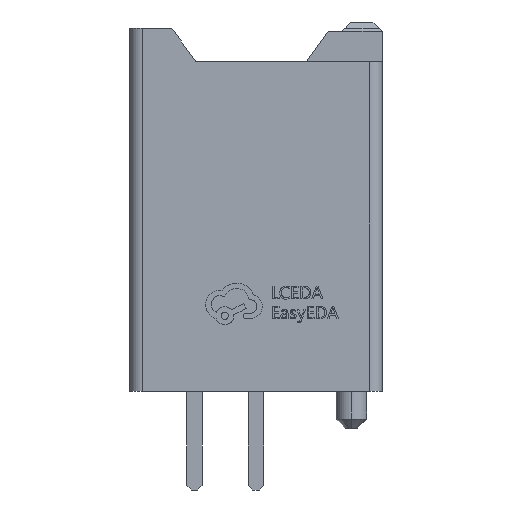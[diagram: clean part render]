
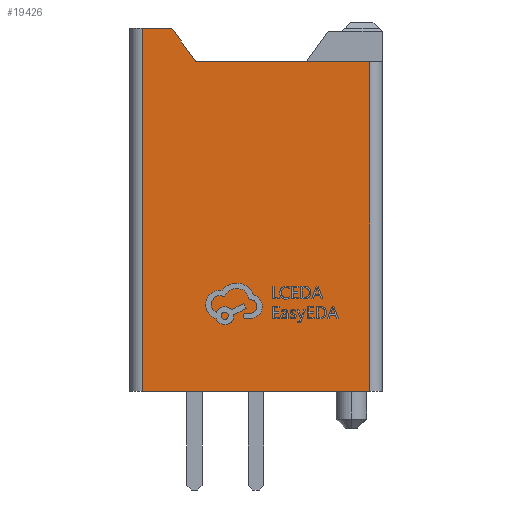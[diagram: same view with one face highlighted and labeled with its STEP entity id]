
A CAD part, left-side view. The second image highlights one B-rep face of the part: STEP entity #19426.
In plain terms, the highlighted planar face has unit normal (-1, 0, 0).
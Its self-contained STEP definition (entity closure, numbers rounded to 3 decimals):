
#37 = ORIENTED_EDGE ( 'NONE', *, *, #25787, .T. ) ;
#571 = LINE ( 'NONE', #11966, #28320 ) ;
#1129 = EDGE_CURVE ( 'NONE', #33855, #10409, #23423, .T. ) ;
#1187 = CARTESIAN_POINT ( 'NONE',  ( -14., -4.7, 10.716 ) ) ;
#3117 = CARTESIAN_POINT ( 'NONE',  ( -14., 1.678, 11.717 ) ) ;
#3156 = DIRECTION ( 'NONE',  ( 0., 0., -1. ) ) ;
#3437 = LINE ( 'NONE', #20132, #15527 ) ;
#3467 = VERTEX_POINT ( 'NONE', #19826 ) ;
#3524 = DIRECTION ( 'NONE',  ( 0., 1., 0. ) ) ;
#3949 = EDGE_CURVE ( 'NONE', #23892, #28562, #18839, .T. ) ;
#5404 = CIRCLE ( 'NONE', #32913, 0.2 ) ;
#5495 = DIRECTION ( 'NONE',  ( -1., 0., 0. ) ) ;
#6413 = ORIENTED_EDGE ( 'NONE', *, *, #25683, .T. ) ;
#6871 = ORIENTED_EDGE ( 'NONE', *, *, #10856, .T. ) ;
#7935 = ORIENTED_EDGE ( 'NONE', *, *, #3949, .T. ) ;
#8146 = ORIENTED_EDGE ( 'NONE', *, *, #1129, .F. ) ;
#8202 = EDGE_CURVE ( 'NONE', #15849, #10348, #5404, .T. ) ;
#8834 = AXIS2_PLACEMENT_3D ( 'NONE', #24236, #10900, #3156 ) ;
#9116 = DIRECTION ( 'NONE',  ( 0., 0.587, 0.81 ) ) ;
#10348 = VERTEX_POINT ( 'NONE', #20798 ) ;
#10409 = VERTEX_POINT ( 'NONE', #32153 ) ;
#10521 = CARTESIAN_POINT ( 'NONE',  ( -14., 1.738, 11.8 ) ) ;
#10856 = EDGE_CURVE ( 'NONE', #3467, #15849, #14231, .T. ) ;
#10900 = DIRECTION ( 'NONE',  ( 1., 0., 0. ) ) ;
#11090 = FACE_OUTER_BOUND ( 'NONE', #20779, .T. ) ;
#11966 = CARTESIAN_POINT ( 'NONE',  ( -14., -2.634, 10.716 ) ) ;
#12722 = CARTESIAN_POINT ( 'NONE',  ( -14., -4.7, 12. ) ) ;
#13415 = VECTOR ( 'NONE', #20643, 1000. ) ;
#13973 = VECTOR ( 'NONE', #9116, 1000. ) ;
#14231 = LINE ( 'NONE', #19143, #13973 ) ;
#14679 = DIRECTION ( 'NONE',  ( 0., -1., 0. ) ) ;
#15527 = VECTOR ( 'NONE', #14679, 1000. ) ;
#15849 = VERTEX_POINT ( 'NONE', #3117 ) ;
#16140 = LINE ( 'NONE', #10521, #21708 ) ;
#16392 = DIRECTION ( 'NONE',  ( 0., 0., -1. ) ) ;
#17218 = ORIENTED_EDGE ( 'NONE', *, *, #8202, .T. ) ;
#18839 = LINE ( 'NONE', #19355, #32528 ) ;
#19143 = CARTESIAN_POINT ( 'NONE',  ( -14., 0.952, 10.716 ) ) ;
#19355 = CARTESIAN_POINT ( 'NONE',  ( -14., 2.7, 12. ) ) ;
#19426 = ADVANCED_FACE ( 'NONE', ( #11090 ), #26893, .F. ) ;
#19826 = CARTESIAN_POINT ( 'NONE',  ( -14., 0.952, 10.716 ) ) ;
#20132 = CARTESIAN_POINT ( 'NONE',  ( -14., 2.7, 0. ) ) ;
#20643 = DIRECTION ( 'NONE',  ( 0., 0., -1. ) ) ;
#20779 = EDGE_LOOP ( 'NONE', ( #6871, #17218, #6413, #7935, #37, #8146, #32170 ) ) ;
#20798 = CARTESIAN_POINT ( 'NONE',  ( -14., 1.84, 11.8 ) ) ;
#21708 = VECTOR ( 'NONE', #34240, 1000. ) ;
#21858 = CARTESIAN_POINT ( 'NONE',  ( -14., 1.84, 11.6 ) ) ;
#23423 = LINE ( 'NONE', #12722, #13415 ) ;
#23892 = VERTEX_POINT ( 'NONE', #25371 ) ;
#24236 = CARTESIAN_POINT ( 'NONE',  ( -14., 2.7, 12. ) ) ;
#25371 = CARTESIAN_POINT ( 'NONE',  ( -14., 2.7, 11.8 ) ) ;
#25683 = EDGE_CURVE ( 'NONE', #10348, #23892, #16140, .T. ) ;
#25787 = EDGE_CURVE ( 'NONE', #28562, #10409, #3437, .T. ) ;
#26893 = PLANE ( 'NONE',  #8834 ) ;
#28320 = VECTOR ( 'NONE', #3524, 1000. ) ;
#28562 = VERTEX_POINT ( 'NONE', #29778 ) ;
#29778 = CARTESIAN_POINT ( 'NONE',  ( -14., 2.7, 0. ) ) ;
#32152 = DIRECTION ( 'NONE',  ( 0., 0., -1. ) ) ;
#32153 = CARTESIAN_POINT ( 'NONE',  ( -14., -4.7, 0. ) ) ;
#32170 = ORIENTED_EDGE ( 'NONE', *, *, #32390, .T. ) ;
#32390 = EDGE_CURVE ( 'NONE', #33855, #3467, #571, .T. ) ;
#32528 = VECTOR ( 'NONE', #32152, 1000. ) ;
#32913 = AXIS2_PLACEMENT_3D ( 'NONE', #21858, #5495, #16392 ) ;
#33855 = VERTEX_POINT ( 'NONE', #1187 ) ;
#34240 = DIRECTION ( 'NONE',  ( 0., 1., 0. ) ) ;
